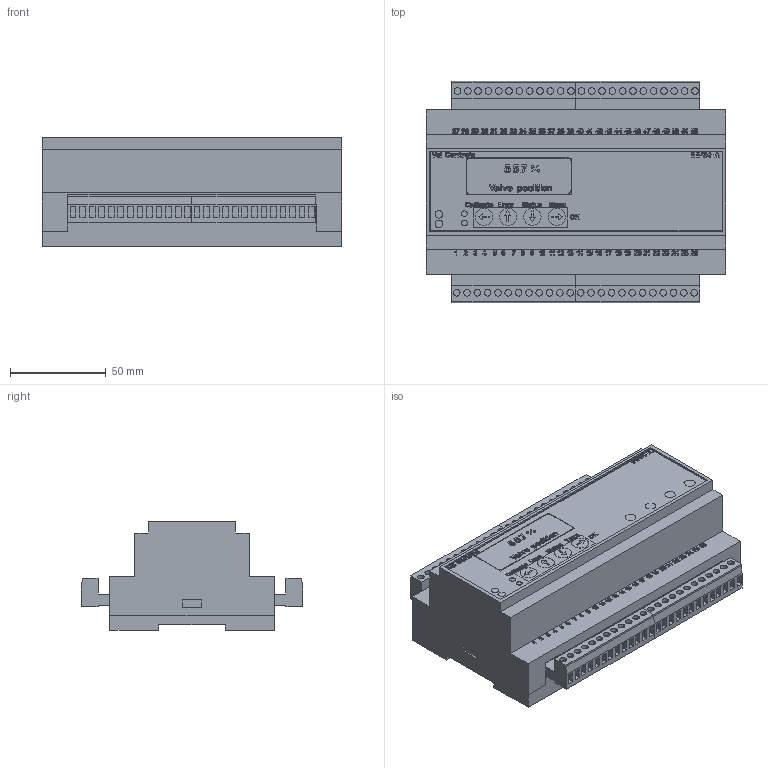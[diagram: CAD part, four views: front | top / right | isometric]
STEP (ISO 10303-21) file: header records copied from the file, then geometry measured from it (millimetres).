
FILE_DESCRIPTION((''),'2;1');
FILE_NAME('DHP-DD-002 Rev02.stp','2011-09-05T14:32:12',(''),(''),'AutoCAD STEP 2000i','AutoCAD 2000i',', , ');
FILE_SCHEMA(('CONFIG_CONTROL_DESIGN'));
Length unit declared in the file: millimetre
Products named in the file (10): DHP-DD-002 REV02; KASSE; BUND; DISPLAY; KNAP; DIODE; LABEL; LABEL M TEKST; KLEMRÆKKE; PART1
Assembly tree (16 placements, depth 3):
  DHP-DD-002 REV02
    KASSE
    BUND
    DISPLAY
    KNAP  x4
    DIODE  x2
    LABEL
    LABEL M TEKST
    KLEMRÆKKE  x4
      PART1
Bounding box: 157 x 115.99 x 57 mm (x, y, z)
Volume: 231319.8 mm3; surface area: 141702.4 mm2
Topology: 41 solids, 41 shells, 3762 faces, 10120 edges, 6744 vertices
Faces by surface type: cylinder 2001, plane 1651, bspline 90, torus 16, cone 4
Entity records: 110231 total; most frequent: CARTESIAN_POINT 20347, DIRECTION 19906, ORIENTED_EDGE 18506, EDGE_CURVE 9253, AXIS2_PLACEMENT_3D 7346, VERTEX_POINT 6167, VECTOR 5214, LINE 5214
